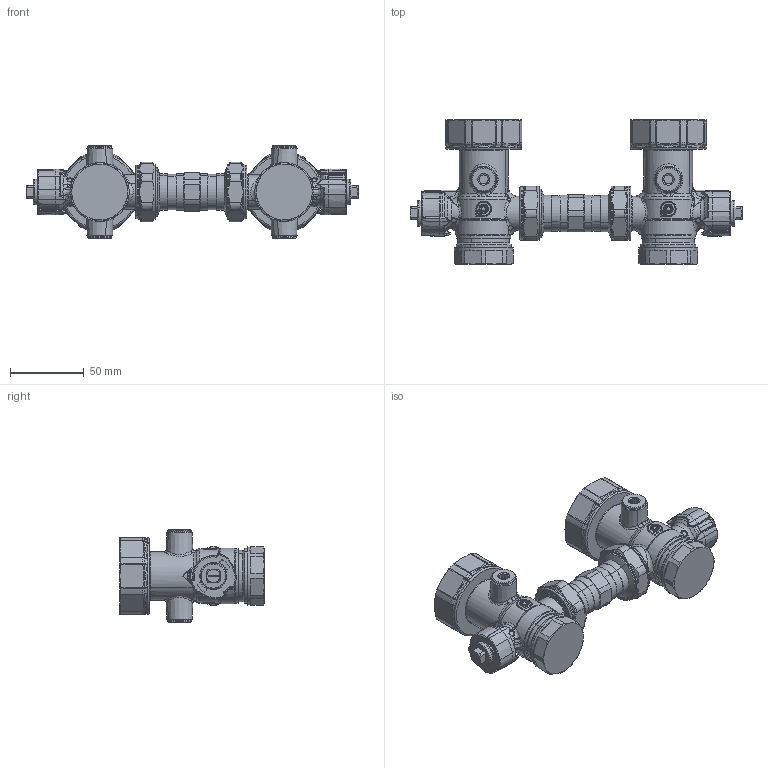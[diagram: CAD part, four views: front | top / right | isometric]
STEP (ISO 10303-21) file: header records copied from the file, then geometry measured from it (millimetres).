
FILE_DESCRIPTION(('CATIA V5 STEP Exchange'),'2;1');
FILE_NAME('STEP_165010_-_TST.stp','2018-06-14T08:55:39+00:00',('none'),('none'),'CATIA Version 5-6 Release 2016 SP4','CATIA V5 STEP AP203','none');
FILE_SCHEMA(('CONFIG_CONTROL_DESIGN'));
Products named in the file (1): 165010 - TST
Bounding box: 225.6 x 98 x 63 mm (x, y, z)
Volume: 350959.9 mm3; surface area: 56257.9 mm2
Topology: 1 solids, 1 shells, 2078 faces, 5024 edges, 2836 vertices
Faces by surface type: bspline 872, cylinder 364, plane 306, cone 236, torus 180, sphere 120
Entity records: 107509 total; most frequent: CARTESIAN_POINT 70311, ORIENTED_EDGE 9728, EDGE_CURVE 4864, DIRECTION 3828, VERTEX_POINT 2836, B_SPLINE_CURVE_WITH_KNOTS 2760, EDGE_LOOP 2126, ADVANCED_FACE 2078
